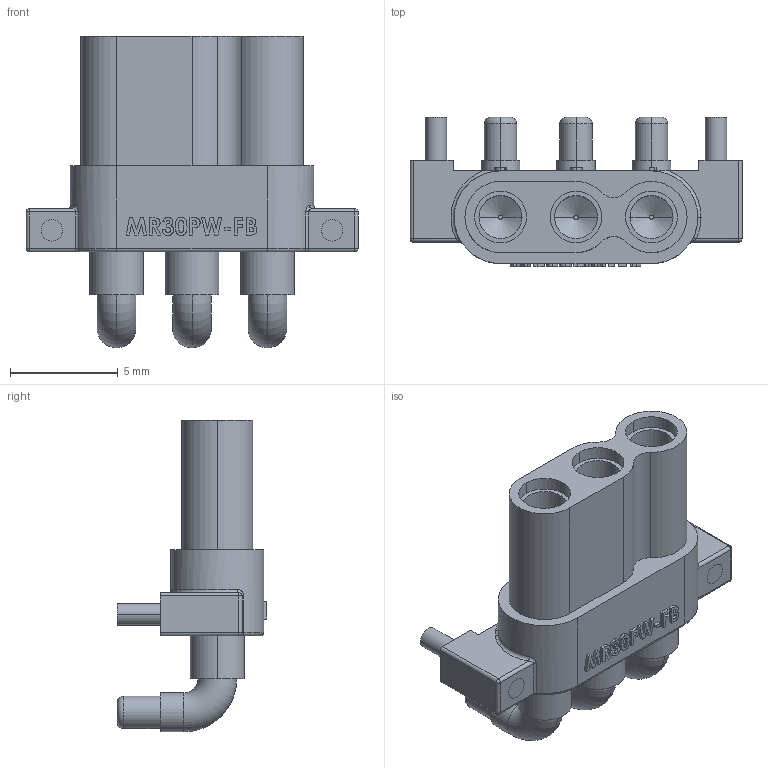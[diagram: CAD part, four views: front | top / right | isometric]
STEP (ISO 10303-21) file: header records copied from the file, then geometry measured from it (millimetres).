
FILE_DESCRIPTION (( 'STEP AP214' ), '1' );
FILE_NAME ('Amass MR30PW-FB.STEP', '2021-03-23T19:29:36', ( '' ), ( '' ), 'SwSTEP 2.0', 'SolidWorks 2021', '' );
FILE_SCHEMA (( 'AUTOMOTIVE_DESIGN' ));
Length unit declared in the file: millimetre
Products named in the file (1): Amass MR30PW-FB
Bounding box: 15.4 x 6.95 x 14.45 mm (x, y, z)
Volume: 418 mm3; surface area: 1181.9 mm2
Topology: 6 solids, 6 shells, 322 faces, 788 edges, 507 vertices
Faces by surface type: plane 151, cylinder 79, bspline 63, torus 19, cone 6, sphere 4
Entity records: 13795 total; most frequent: CARTESIAN_POINT 5527, ORIENTED_EDGE 1568, DIRECTION 1376, EDGE_CURVE 784, VERTEX_POINT 507, AXIS2_PLACEMENT_3D 460, LINE 456, VECTOR 456
